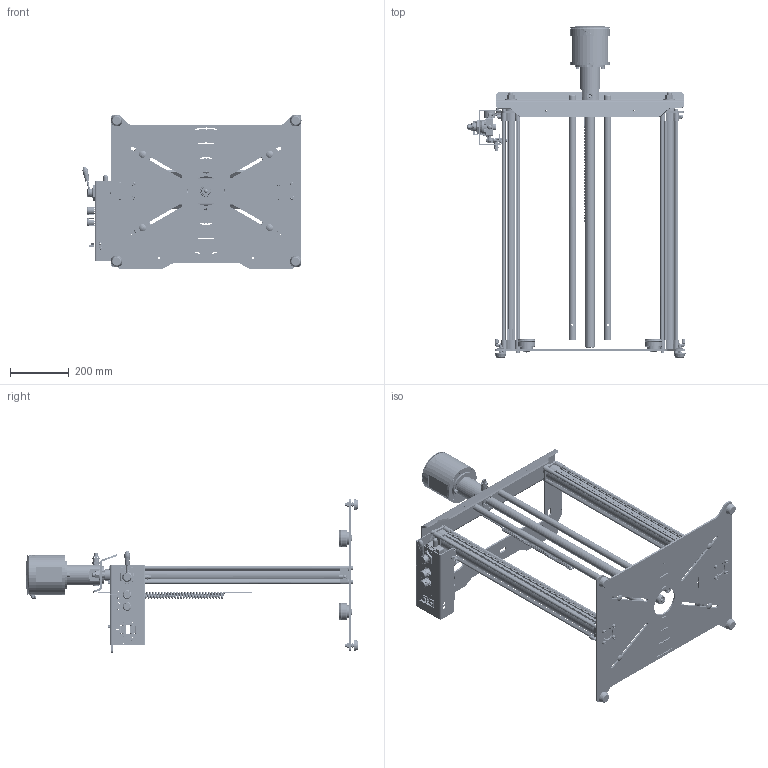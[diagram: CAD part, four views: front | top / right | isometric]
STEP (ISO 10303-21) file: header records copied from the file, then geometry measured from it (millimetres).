
FILE_DESCRIPTION((''),'2;1');
FILE_NAME('002-55783_SCHR','2025-04-07T13:33:42',('isabel.palatucci'),(''),'CREO PARAMETRIC BY PTC INC, 2023254','CREO PARAMETRIC BY PTC INC, 2023254','');
FILE_SCHEMA(('CONFIG_CONTROL_DESIGN'));
Products named in the file (1): 002-55783_SCHR
Bounding box: 746.38 x 1130.7 x 527 mm (x, y, z)
Surface area: 2404066.6 mm2 (no closed solid volume)
Topology: 0 solids, 493 shells, 2635 faces, 16462 edges, 14015 vertices
Faces by surface type: plane 1076, cylinder 931, cone 420, torus 126, bspline 42, sphere 32, revolution 8
Entity records: 174804 total; most frequent: CARTESIAN_POINT 53573, DIRECTION 24080, ORIENTED_EDGE 20695, EDGE_CURVE 16397, VERTEX_POINT 14019, VECTOR 10446, LINE 10446, AXIS2_PLACEMENT_3D 6813
